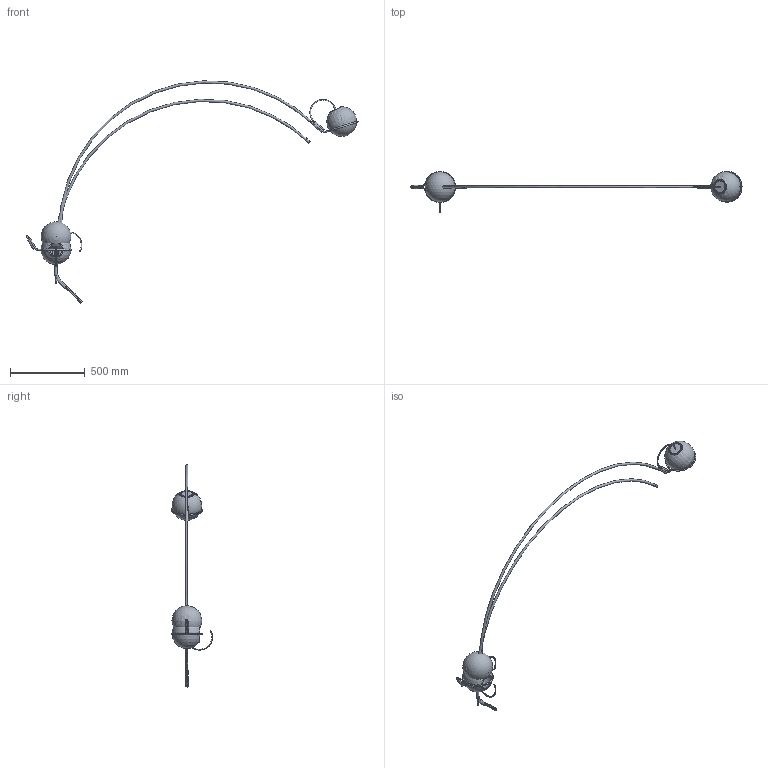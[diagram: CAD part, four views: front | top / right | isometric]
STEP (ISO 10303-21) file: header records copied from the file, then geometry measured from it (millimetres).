
FILE_DESCRIPTION( ( 'STEP AP214' ), '1' );
FILE_NAME( '3D ALICANTO PARETE GRANDE.stp', '2022-07-13T09:55:38', ( ' ' ), ( ' ' ), 'XStep 1.0', ' ', ' ' );
FILE_SCHEMA( ( 'CONFIG_CONTROL_DESIGN) ( )' ) );
Length unit declared in the file: metre
Products named in the file (35): Assem1; Assem2; Assem3; Assem4; Assem5; 007444510 tubetto; 007444510; 007444580 supporto anello; 007444580 anello con doppia curva; 007444540; 007444560; 007444520; 006444500; 007444570; 007444556; 065007301; 007444590; 003444500; 003802000; 006443650; 006558703; 007444530 PER SILUETTE; 007443590; 007443595; 002247401; 005443660; 003400802
Bounding box: 2223.37 x 276.37 x 1489.06 mm (x, y, z)
Volume: 2165140.9 mm3; surface area: 1869057.6 mm2
Topology: 84 solids, 106 shells, 1016 faces, 2439 edges, 1649 vertices
Faces by surface type: plane 512, cylinder 396, cone 59, bspline 22, torus 21, sphere 6
Full cylindrical faces by diameter (mm): 2.459 x15, 3.2 x6, 3.242 x27, 4 x10, 4.134 x12, 4.5 x15, 4.917 x4, 5 x36, 5.4 x15, 6 x3, 7.6 x5, 8 x5, 8.5 x35, 8.8 x6, 8.917 x6, 9 x18, 9.8 x6, 10 x15, 10.2 x6, 12.8 x4, 12.98 x6, 13 x12, 14 x8, 15 x23, 78 x3, 79 x3, 80 x3
Entity records: 14073 total; most frequent: CARTESIAN_POINT 7525, DIRECTION 1241, ORIENTED_EDGE 964, EDGE_LOOP 515, AXIS2_PLACEMENT_3D 503, EDGE_CURVE 492, VERTEX_POINT 403, FACE_OUTER_BOUND 372
